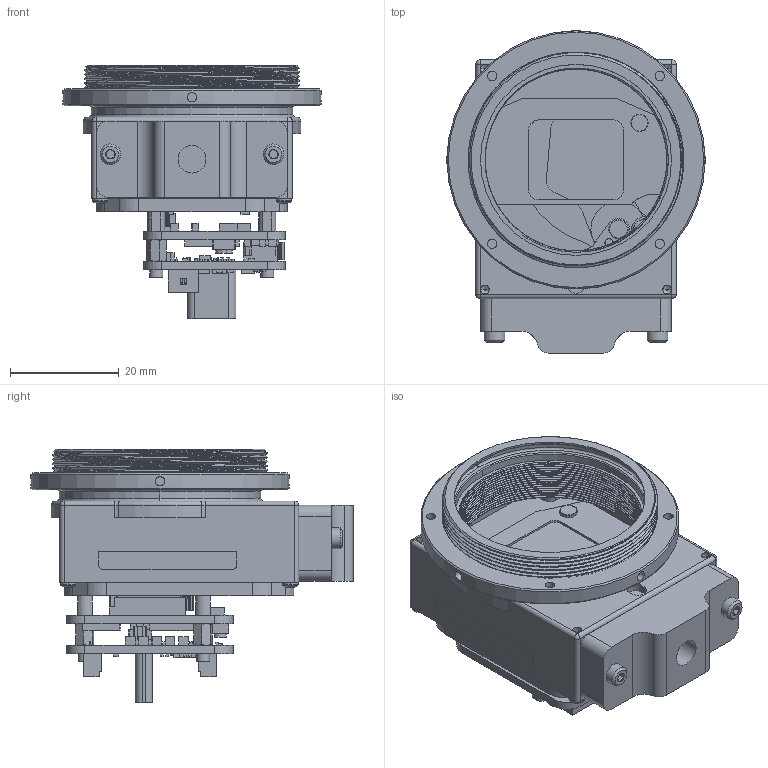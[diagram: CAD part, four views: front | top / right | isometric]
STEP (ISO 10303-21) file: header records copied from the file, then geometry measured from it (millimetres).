
FILE_DESCRIPTION (( 'STEP AP214' ), '1' );
FILE_NAME ('20-70057 Mechanical ICD, Viento HD10 USB RevA.STEP', '2024-06-13T19:22:55', ( '' ), ( '' ), 'SwSTEP 2.0', 'SolidWorks 2023', '' );
FILE_SCHEMA (( 'AUTOMOTIVE_DESIGN' ));
Length unit declared in the file: inch
Products named in the file (1): 20-70057 Mechanical ICD, Viento HD10 USB RevA
Bounding box: 47.5 x 59.28 x 46.64 mm (x, y, z)
Volume: 33777.5 mm3; surface area: 21948.2 mm2
Topology: 11 solids, 15 shells, 1500 faces, 3978 edges, 2613 vertices
Faces by surface type: plane 989, cylinder 292, cone 114, bspline 66, torus 27, sphere 12
Full cylindrical faces by diameter (mm): 0.203 x3, 0.432 x2, 0.508 x3, 0.6 x12, 0.75 x2, 0.864 x3, 1.2 x2, 1.6 x6, 1.727 x8, 1.9 x4, 2.4 x2, 2.438 x2, 3.8 x2, 5.105 x1, 47.498 x1
Entity records: 70412 total; most frequent: CARTESIAN_POINT 33875, ORIENTED_EDGE 7676, DIRECTION 7101, EDGE_CURVE 3838, VECTOR 2691, LINE 2691, VERTEX_POINT 2574, AXIS2_PLACEMENT_3D 2205
